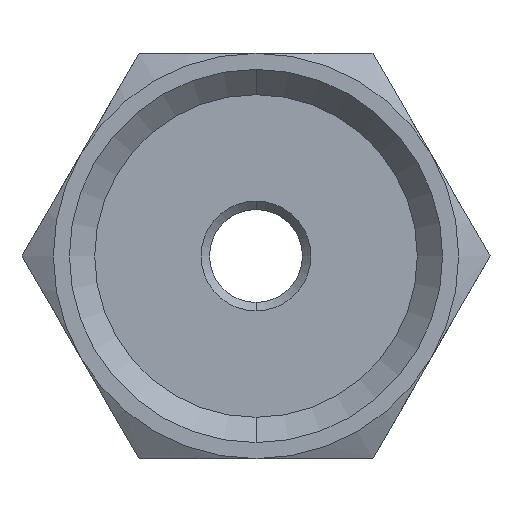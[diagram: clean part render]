
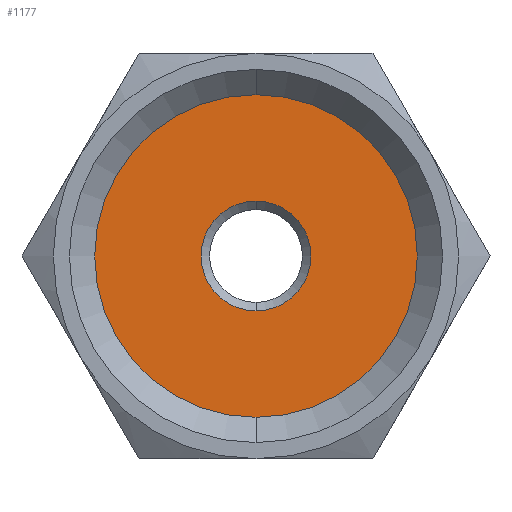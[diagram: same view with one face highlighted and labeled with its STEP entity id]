
A CAD part, front view. The second image highlights one B-rep face of the part: STEP entity #1177.
In plain terms, the highlighted planar face has unit normal (0, -1, 0).
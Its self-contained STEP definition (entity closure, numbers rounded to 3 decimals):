
#82 = EDGE_LOOP ( 'NONE', ( #505, #479 ) ) ;
#90 = EDGE_LOOP ( 'NONE', ( #490, #487 ) ) ;
#115 = VERTEX_POINT ( 'NONE', #601 ) ;
#117 = VERTEX_POINT ( 'NONE', #776 ) ;
#132 = VERTEX_POINT ( 'NONE', #760 ) ;
#134 = VERTEX_POINT ( 'NONE', #758 ) ;
#155 = CIRCLE ( 'NONE', #1227, 9.55 ) ;
#162 = CIRCLE ( 'NONE', #1229, 9.55 ) ;
#176 = CIRCLE ( 'NONE', #1240, 3.25 ) ;
#216 = CIRCLE ( 'NONE', #1251, 3.25 ) ;
#283 = FACE_OUTER_BOUND ( 'NONE', #82, .T. ) ;
#300 = FACE_BOUND ( 'NONE', #90, .T. ) ;
#479 = ORIENTED_EDGE ( 'NONE', *, *, #1397, .F. ) ;
#487 = ORIENTED_EDGE ( 'NONE', *, *, #1336, .F. ) ;
#490 = ORIENTED_EDGE ( 'NONE', *, *, #1369, .F. ) ;
#505 = ORIENTED_EDGE ( 'NONE', *, *, #1393, .F. ) ;
#601 = CARTESIAN_POINT ( 'NONE',  ( 0., 15., 3.25 ) ) ;
#700 = DIRECTION ( 'NONE',  ( 0., 0., 1. ) ) ;
#702 = PLANE ( 'NONE',  #1284 ) ;
#704 = CARTESIAN_POINT ( 'NONE',  ( -9.665, 15., -9.665 ) ) ;
#707 = DIRECTION ( 'NONE',  ( 0., 1., 0. ) ) ;
#758 = CARTESIAN_POINT ( 'NONE',  ( 9.55, 15., 0. ) ) ;
#760 = CARTESIAN_POINT ( 'NONE',  ( -9.55, 15., 0. ) ) ;
#776 = CARTESIAN_POINT ( 'NONE',  ( 0., 15., -3.25 ) ) ;
#857 = DIRECTION ( 'NONE',  ( 1., 0., 0. ) ) ;
#858 = DIRECTION ( 'NONE',  ( 0., 1., 0. ) ) ;
#859 = CARTESIAN_POINT ( 'NONE',  ( 0., 15., 0. ) ) ;
#864 = DIRECTION ( 'NONE',  ( 0., 0., -1. ) ) ;
#865 = CARTESIAN_POINT ( 'NONE',  ( 0., 15., 0. ) ) ;
#867 = DIRECTION ( 'NONE',  ( 0., -1., 0. ) ) ;
#872 = DIRECTION ( 'NONE',  ( 1., 0., 0. ) ) ;
#873 = DIRECTION ( 'NONE',  ( 0., 1., 0. ) ) ;
#874 = CARTESIAN_POINT ( 'NONE',  ( 0., 15., 0. ) ) ;
#1031 = DIRECTION ( 'NONE',  ( 0., 0., -1. ) ) ;
#1032 = DIRECTION ( 'NONE',  ( 0., -1., 0. ) ) ;
#1033 = CARTESIAN_POINT ( 'NONE',  ( 0., 15., 0. ) ) ;
#1177 = ADVANCED_FACE ( 'NONE', ( #300, #283 ), #702, .F. ) ;
#1227 = AXIS2_PLACEMENT_3D ( 'NONE', #859, #858, #857 ) ;
#1229 = AXIS2_PLACEMENT_3D ( 'NONE', #874, #873, #872 ) ;
#1240 = AXIS2_PLACEMENT_3D ( 'NONE', #1033, #1032, #1031 ) ;
#1251 = AXIS2_PLACEMENT_3D ( 'NONE', #865, #867, #864 ) ;
#1284 = AXIS2_PLACEMENT_3D ( 'NONE', #704, #707, #700 ) ;
#1336 = EDGE_CURVE ( 'NONE', #115, #117, #216, .T. ) ;
#1369 = EDGE_CURVE ( 'NONE', #117, #115, #176, .T. ) ;
#1393 = EDGE_CURVE ( 'NONE', #134, #132, #162, .T. ) ;
#1397 = EDGE_CURVE ( 'NONE', #132, #134, #155, .T. ) ;
